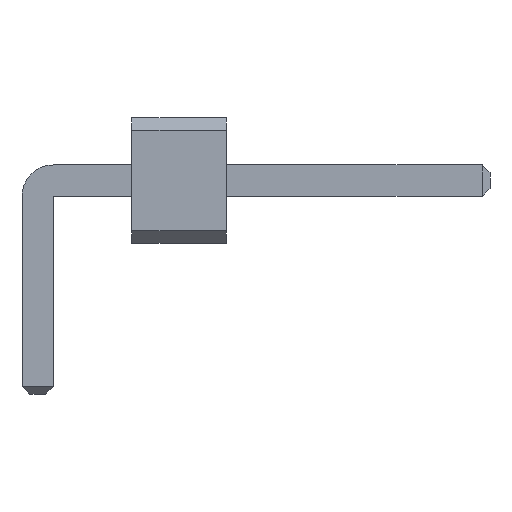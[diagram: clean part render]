
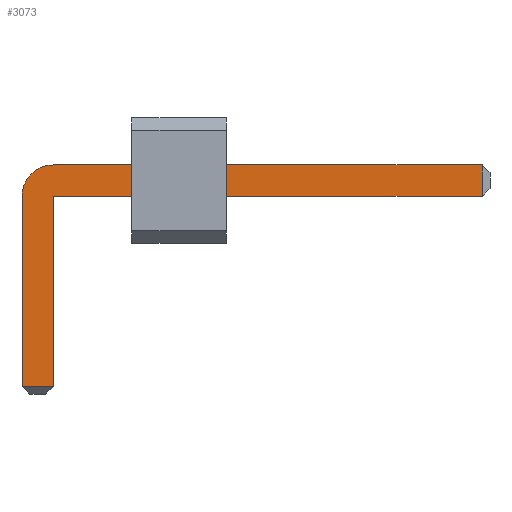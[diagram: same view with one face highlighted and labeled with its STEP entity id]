
A CAD part, front view. The second image highlights one B-rep face of the part: STEP entity #3073.
In plain terms, the highlighted planar face has unit normal (0, -1, 0).
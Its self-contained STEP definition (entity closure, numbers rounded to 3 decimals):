
#13=DIRECTION('',(0.,0.,1.));
#27=VECTOR('',#28,1.);
#28=DIRECTION('',(1.,0.,0.));
#1360=VECTOR('',#13,1.);
#1402=DIRECTION('',(0.,1.,0.));
#2887=VECTOR('',#2888,1.);
#2888=DIRECTION('',(0.,0.,-1.));
#2895=VECTOR('',#2896,1.);
#2896=DIRECTION('',(-1.,0.,0.));
#2917=DIRECTION('',(-0.,1.,0.));
#2927=VERTEX_POINT('',#2928);
#2928=CARTESIAN_POINT('',(0.25,-44.25,1.25));
#2930=ORIENTED_EDGE('',*,*,#2931,.T.);
#2931=EDGE_CURVE('',#2927,#2932,#2934,.T.);
#2932=VERTEX_POINT('',#2933);
#2933=CARTESIAN_POINT('',(7.075,-44.25,1.25));
#2934=LINE('',#2935,#27);
#2935=CARTESIAN_POINT('',(-0.25,-44.25,1.25));
#2971=EDGE_CURVE('',#2972,#2927,#2974,.T.);
#2972=VERTEX_POINT('',#2973);
#2973=CARTESIAN_POINT('',(-0.25,-44.25,0.75));
#2974=CIRCLE('',#2975,0.5);
#2975=AXIS2_PLACEMENT_3D('',#2976,#2917,#2888);
#2976=CARTESIAN_POINT('',(0.25,-44.25,0.75));
#2988=VERTEX_POINT('',#2989);
#2989=CARTESIAN_POINT('',(7.075,-44.25,0.75));
#2991=ORIENTED_EDGE('',*,*,#2992,.T.);
#2992=EDGE_CURVE('',#2988,#2993,#2994,.T.);
#2993=VERTEX_POINT('',#2976);
#2994=LINE('',#2995,#2895);
#2995=CARTESIAN_POINT('',(7.2,-44.25,0.75));
#3007=VERTEX_POINT('',#3008);
#3008=CARTESIAN_POINT('',(-0.25,-44.25,-2.275));
#3010=ORIENTED_EDGE('',*,*,#3011,.T.);
#3011=EDGE_CURVE('',#3007,#2972,#3012,.T.);
#3012=LINE('',#3013,#1360);
#3013=CARTESIAN_POINT('',(-0.25,-44.25,-2.4));
#3021=ORIENTED_EDGE('',*,*,#3022,.T.);
#3022=EDGE_CURVE('',#2993,#3023,#3025,.T.);
#3023=VERTEX_POINT('',#3024);
#3024=CARTESIAN_POINT('',(0.25,-44.25,-2.275));
#3025=LINE('',#2976,#2887);
#3073=ADVANCED_FACE('',(#3074),#3083,.F.);
#3074=FACE_BOUND('',#3075,.F.);
#3075=EDGE_LOOP('',(#2930,#3076,#2991,#3021,#3079,#3010,#3082));
#3076=ORIENTED_EDGE('',*,*,#3077,.T.);
#3077=EDGE_CURVE('',#2932,#2988,#3078,.T.);
#3078=LINE('',#2933,#2887);
#3079=ORIENTED_EDGE('',*,*,#3080,.T.);
#3080=EDGE_CURVE('',#3023,#3007,#3081,.T.);
#3081=LINE('',#3024,#2895);
#3082=ORIENTED_EDGE('',*,*,#2971,.T.);
#3083=PLANE('',#3084);
#3084=AXIS2_PLACEMENT_3D('',#3085,#1402,#13);
#3085=CARTESIAN_POINT('',(2.489,-44.25,0.411));
